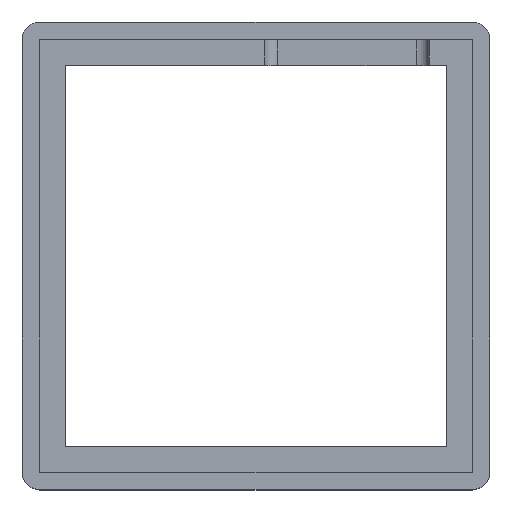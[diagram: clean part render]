
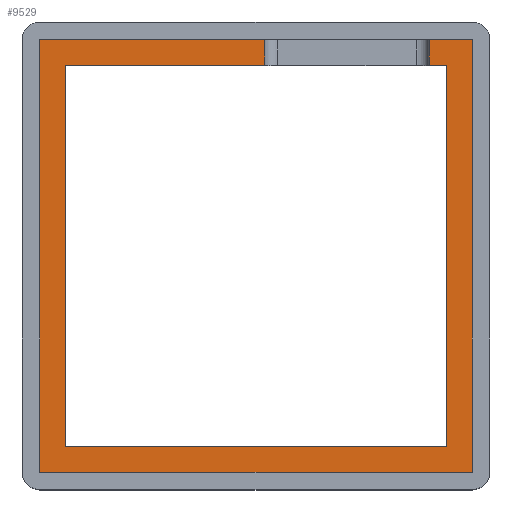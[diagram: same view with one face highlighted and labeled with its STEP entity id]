
A CAD part, top view. The second image highlights one B-rep face of the part: STEP entity #9529.
In plain terms, the highlighted planar face has unit normal (0, 0, 1).
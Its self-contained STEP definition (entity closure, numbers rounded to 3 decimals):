
#12=DIRECTION('',(1.,0.,0.));
#13=VECTOR('',#12,5.);
#14=CARTESIAN_POINT('',(0.,0.,-0.411));
#15=LINE('',#14,#13);
#95=DIRECTION('',(1.,0.,0.));
#96=VECTOR('',#95,26.);
#97=CARTESIAN_POINT('',(24.,0.,-0.411));
#98=LINE('',#97,#96);
#130=DIRECTION('',(0.,-1.,0.));
#131=VECTOR('',#130,50.);
#132=CARTESIAN_POINT('',(50.,50.,-0.411));
#133=LINE('',#132,#131);
#137=DIRECTION('',(0.,1.,0.));
#138=VECTOR('',#137,3.);
#139=CARTESIAN_POINT('',(24.,0.,-0.411));
#140=LINE('',#139,#138);
#144=DIRECTION('',(0.,1.,0.));
#145=VECTOR('',#144,44.);
#146=CARTESIAN_POINT('',(47.,3.,-0.411));
#147=LINE('',#146,#145);
#151=DIRECTION('',(0.,-1.,0.));
#152=VECTOR('',#151,44.);
#153=CARTESIAN_POINT('',(3.,47.,-0.411));
#154=LINE('',#153,#152);
#158=DIRECTION('',(0.,1.,0.));
#159=VECTOR('',#158,50.);
#160=CARTESIAN_POINT('',(0.,0.,-0.411));
#161=LINE('',#160,#159);
#165=DIRECTION('',(1.,0.,0.));
#166=VECTOR('',#165,50.);
#167=CARTESIAN_POINT('',(0.,50.,-0.411));
#168=LINE('',#167,#166);
#200=DIRECTION('',(0.,1.,0.));
#201=VECTOR('',#200,3.);
#202=CARTESIAN_POINT('',(5.,0.,-0.411));
#203=LINE('',#202,#201);
#508=DIRECTION('',(-1.,0.,0.));
#509=VECTOR('',#508,23.);
#510=CARTESIAN_POINT('',(47.,3.,-0.411));
#511=LINE('',#510,#509);
#545=DIRECTION('',(-1.,0.,0.));
#546=VECTOR('',#545,2.);
#547=CARTESIAN_POINT('',(5.,3.,-0.411));
#548=LINE('',#547,#546);
#4161=DIRECTION('',(1.,0.,0.));
#4162=VECTOR('',#4161,44.);
#4163=CARTESIAN_POINT('',(3.,47.,-0.411));
#4164=LINE('',#4163,#4162);
#7947=CARTESIAN_POINT('',(3.,47.,-0.411));
#7948=VERTEX_POINT('',#7947);
#7949=CARTESIAN_POINT('',(3.,3.,-0.411));
#7950=VERTEX_POINT('',#7949);
#7951=CARTESIAN_POINT('',(5.,3.,-0.411));
#7952=VERTEX_POINT('',#7951);
#7963=CARTESIAN_POINT('',(5.,0.,-0.411));
#7964=VERTEX_POINT('',#7963);
#7965=CARTESIAN_POINT('',(0.,0.,-0.411));
#7966=VERTEX_POINT('',#7965);
#7969=CARTESIAN_POINT('',(0.,50.,-0.411));
#7970=VERTEX_POINT('',#7969);
#7971=CARTESIAN_POINT('',(47.,47.,-0.411));
#7972=VERTEX_POINT('',#7971);
#7977=CARTESIAN_POINT('',(47.,3.,-0.411));
#7978=VERTEX_POINT('',#7977);
#7979=CARTESIAN_POINT('',(24.,3.,-0.411));
#7980=VERTEX_POINT('',#7979);
#8207=CARTESIAN_POINT('',(24.,0.,-0.411));
#8208=VERTEX_POINT('',#8207);
#8209=CARTESIAN_POINT('',(50.,0.,-0.411));
#8210=VERTEX_POINT('',#8209);
#8211=CARTESIAN_POINT('',(50.,50.,-0.411));
#8212=VERTEX_POINT('',#8211);
#9503=CARTESIAN_POINT('',(50.,50.,-0.411));
#9504=DIRECTION('',(0.,0.,1.));
#9505=DIRECTION('',(0.,-1.,0.));
#9506=AXIS2_PLACEMENT_3D('',#9503,#9504,#9505);
#9507=PLANE('',#9506);
#9508=ORIENTED_EDGE('',*,*,#9422,.T.);
#9509=ORIENTED_EDGE('',*,*,#9466,.F.);
#9511=ORIENTED_EDGE('',*,*,#9510,.T.);
#9513=ORIENTED_EDGE('',*,*,#9512,.F.);
#9515=ORIENTED_EDGE('',*,*,#9514,.T.);
#9517=ORIENTED_EDGE('',*,*,#9516,.F.);
#9519=ORIENTED_EDGE('',*,*,#9518,.T.);
#9521=ORIENTED_EDGE('',*,*,#9520,.F.);
#9523=ORIENTED_EDGE('',*,*,#9522,.F.);
#9524=ORIENTED_EDGE('',*,*,#9438,.F.);
#9525=ORIENTED_EDGE('',*,*,#9481,.T.);
#9526=ORIENTED_EDGE('',*,*,#9495,.T.);
#9527=EDGE_LOOP('',(#9508,#9509,#9511,#9513,#9515,#9517,#9519,#9521,#9523,#9524,
#9525,#9526));
#9528=FACE_OUTER_BOUND('',#9527,.F.);
#9422=EDGE_CURVE('',#8212,#8210,#133,.T.);
#9438=EDGE_CURVE('',#7966,#7964,#15,.T.);
#9466=EDGE_CURVE('',#8208,#8210,#98,.T.);
#9481=EDGE_CURVE('',#7966,#7970,#161,.T.);
#9495=EDGE_CURVE('',#7970,#8212,#168,.T.);
#9510=EDGE_CURVE('',#8208,#7980,#140,.T.);
#9512=EDGE_CURVE('',#7978,#7980,#511,.T.);
#9514=EDGE_CURVE('',#7978,#7972,#147,.T.);
#9516=EDGE_CURVE('',#7948,#7972,#4164,.T.);
#9518=EDGE_CURVE('',#7948,#7950,#154,.T.);
#9520=EDGE_CURVE('',#7952,#7950,#548,.T.);
#9522=EDGE_CURVE('',#7964,#7952,#203,.T.);
#9529=ADVANCED_FACE('',(#9528),#9507,.T.);
